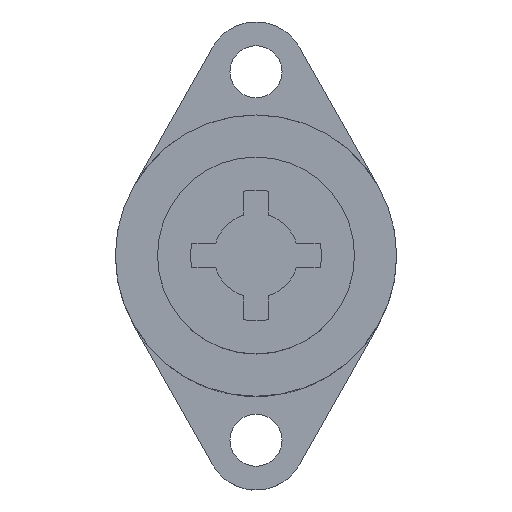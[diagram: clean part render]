
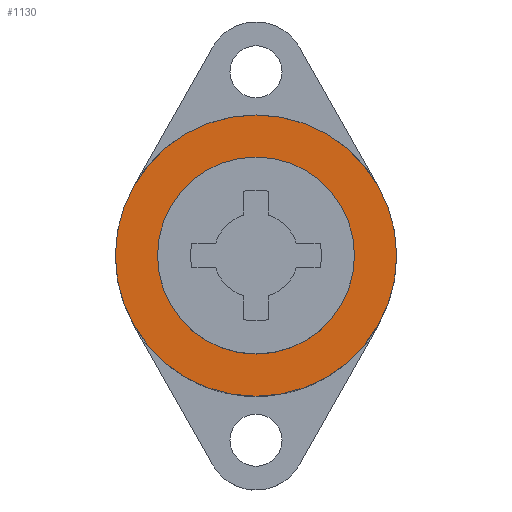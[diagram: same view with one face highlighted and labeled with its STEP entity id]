
A CAD part, top view. The second image highlights one B-rep face of the part: STEP entity #1130.
In plain terms, the highlighted planar face has unit normal (0, 0, 1).
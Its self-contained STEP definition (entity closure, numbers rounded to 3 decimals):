
#1=CARTESIAN_POINT('',(0.,0.,7.5));
#2=DIRECTION('',(0.,0.,1.));
#3=DIRECTION('',(1.,0.,0.));
#4=AXIS2_PLACEMENT_3D('',#1,#2,#3);
#6=CARTESIAN_POINT('',(0.,0.,7.5));
#7=DIRECTION('',(0.,0.,1.));
#8=DIRECTION('',(-1.,0.,0.));
#9=AXIS2_PLACEMENT_3D('',#6,#7,#8);
#11=CARTESIAN_POINT('',(0.,0.,7.5));
#12=DIRECTION('',(0.,0.,1.));
#13=DIRECTION('',(1.,0.,0.));
#14=AXIS2_PLACEMENT_3D('',#11,#12,#13);
#16=CARTESIAN_POINT('',(0.,0.,7.5));
#17=DIRECTION('',(0.,0.,1.));
#18=DIRECTION('',(-1.,0.,0.));
#19=AXIS2_PLACEMENT_3D('',#16,#17,#18);
#857=CARTESIAN_POINT('',(10.,0.,7.5));
#858=CARTESIAN_POINT('',(-10.,0.,7.5));
#859=VERTEX_POINT('',#857);
#860=VERTEX_POINT('',#858);
#865=CARTESIAN_POINT('',(7.,0.,7.5));
#866=CARTESIAN_POINT('',(-7.,0.,7.5));
#867=VERTEX_POINT('',#865);
#868=VERTEX_POINT('',#866);
#1113=CARTESIAN_POINT('',(0.,0.,7.5));
#1114=DIRECTION('',(0.,0.,1.));
#1115=DIRECTION('',(1.,0.,0.));
#1116=AXIS2_PLACEMENT_3D('',#1113,#1114,#1115);
#1117=PLANE('',#1116);
#1119=ORIENTED_EDGE('',*,*,#1118,.F.);
#1121=ORIENTED_EDGE('',*,*,#1120,.F.);
#1122=EDGE_LOOP('',(#1119,#1121));
#1123=FACE_OUTER_BOUND('',#1122,.F.);
#1125=ORIENTED_EDGE('',*,*,#1124,.T.);
#1127=ORIENTED_EDGE('',*,*,#1126,.T.);
#1128=EDGE_LOOP('',(#1125,#1127));
#1129=FACE_BOUND('',#1128,.F.);
#1130=ADVANCED_FACE('',(#1123,#1129),#1117,.T.);
#5=CIRCLE('',#4,10.);
#10=CIRCLE('',#9,10.);
#15=CIRCLE('',#14,7.);
#20=CIRCLE('',#19,7.);
#1118=EDGE_CURVE('',#859,#860,#5,.T.);
#1120=EDGE_CURVE('',#860,#859,#10,.T.);
#1124=EDGE_CURVE('',#867,#868,#15,.T.);
#1126=EDGE_CURVE('',#868,#867,#20,.T.);
